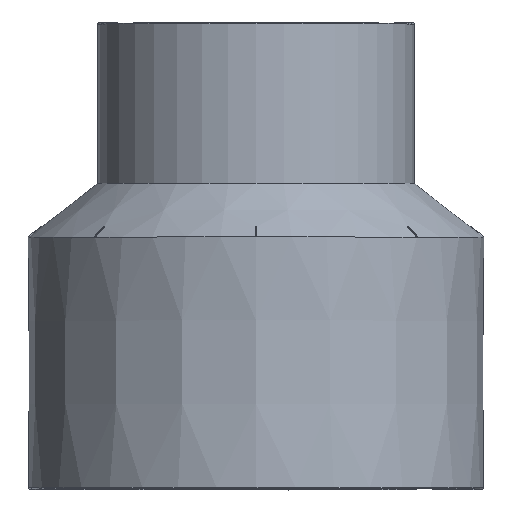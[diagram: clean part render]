
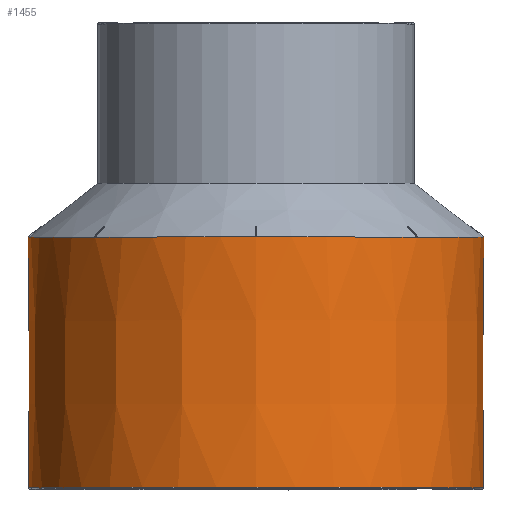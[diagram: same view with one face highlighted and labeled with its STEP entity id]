
A CAD part, top view. The second image highlights one B-rep face of the part: STEP entity #1455.
In plain terms, the highlighted conical face has half-angle 0.042 degrees and reference radius 62.5 mm.
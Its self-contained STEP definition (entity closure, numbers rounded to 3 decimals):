
#1433=CONICAL_SURFACE('',#23474,62.5,0.042);
#1455=ADVANCED_FACE('',(#6429,#6430),#1433,.T.);
#6202=CIRCLE('',#23379,62.55);
#6203=CIRCLE('',#23380,62.55);
#6204=CIRCLE('',#23381,62.55);
#6205=CIRCLE('',#23382,62.55);
#6206=CIRCLE('',#23383,62.55);
#6207=CIRCLE('',#23384,62.55);
#6208=CIRCLE('',#23385,62.55);
#6209=CIRCLE('',#23386,62.55);
#6280=CIRCLE('',#23470,62.5);
#6281=CIRCLE('',#23471,62.55);
#6282=CIRCLE('',#23472,62.55);
#6283=CIRCLE('',#23473,62.55);
#6429=FACE_BOUND('',#6522,.T.);
#6430=FACE_BOUND('',#6523,.T.);
#6522=EDGE_LOOP('',(#8873));
#6523=EDGE_LOOP('',(#8874,#8875,#8876,#8877,#8878,#8879,#8880,#8881,#8882,
#8883,#8884,#8885,#8886,#8887,#8888,#8889,#8890,#8891,#8892,#8893));
#8873=ORIENTED_EDGE('',*,*,#18512,.T.);
#8874=ORIENTED_EDGE('',*,*,#18131,.T.);
#8875=ORIENTED_EDGE('',*,*,#18513,.T.);
#8876=ORIENTED_EDGE('',*,*,#18187,.T.);
#8877=ORIENTED_EDGE('',*,*,#18514,.T.);
#8878=ORIENTED_EDGE('',*,*,#18515,.T.);
#8879=ORIENTED_EDGE('',*,*,#18516,.T.);
#8880=ORIENTED_EDGE('',*,*,#18179,.T.);
#8881=ORIENTED_EDGE('',*,*,#18517,.T.);
#8882=ORIENTED_EDGE('',*,*,#18171,.T.);
#8883=ORIENTED_EDGE('',*,*,#18518,.T.);
#8884=ORIENTED_EDGE('',*,*,#18163,.T.);
#8885=ORIENTED_EDGE('',*,*,#18519,.T.);
#8886=ORIENTED_EDGE('',*,*,#18155,.T.);
#8887=ORIENTED_EDGE('',*,*,#18520,.T.);
#8888=ORIENTED_EDGE('',*,*,#18521,.T.);
#8889=ORIENTED_EDGE('',*,*,#18522,.T.);
#8890=ORIENTED_EDGE('',*,*,#18147,.T.);
#8891=ORIENTED_EDGE('',*,*,#18523,.T.);
#8892=ORIENTED_EDGE('',*,*,#18139,.T.);
#8893=ORIENTED_EDGE('',*,*,#18524,.T.);
#15734=VERTEX_POINT('',#33200);
#15735=VERTEX_POINT('',#33202);
#15742=VERTEX_POINT('',#33285);
#15743=VERTEX_POINT('',#33287);
#15750=VERTEX_POINT('',#33370);
#15751=VERTEX_POINT('',#33372);
#15758=VERTEX_POINT('',#33455);
#15759=VERTEX_POINT('',#33457);
#15766=VERTEX_POINT('',#33540);
#15767=VERTEX_POINT('',#33542);
#15774=VERTEX_POINT('',#33625);
#15775=VERTEX_POINT('',#33627);
#15782=VERTEX_POINT('',#33710);
#15783=VERTEX_POINT('',#33712);
#15790=VERTEX_POINT('',#33795);
#15791=VERTEX_POINT('',#33797);
#16087=VERTEX_POINT('',#35458);
#16088=VERTEX_POINT('',#35464);
#16089=VERTEX_POINT('',#35469);
#16090=VERTEX_POINT('',#35487);
#16091=VERTEX_POINT('',#35492);
#18131=EDGE_CURVE('',#15735,#15734,#6202,.T.);
#18139=EDGE_CURVE('',#15743,#15742,#6203,.T.);
#18147=EDGE_CURVE('',#15751,#15750,#6204,.T.);
#18155=EDGE_CURVE('',#15759,#15758,#6205,.T.);
#18163=EDGE_CURVE('',#15767,#15766,#6206,.T.);
#18171=EDGE_CURVE('',#15775,#15774,#6207,.T.);
#18179=EDGE_CURVE('',#15783,#15782,#6208,.T.);
#18187=EDGE_CURVE('',#15791,#15790,#6209,.T.);
#18512=EDGE_CURVE('',#16087,#16087,#6280,.T.);
#18513=EDGE_CURVE('',#15734,#15791,#21987,.T.);
#18514=EDGE_CURVE('',#15790,#16088,#6281,.T.);
#18515=EDGE_CURVE('',#16088,#16089,#21988,.T.);
#18516=EDGE_CURVE('',#16089,#15783,#21989,.T.);
#18517=EDGE_CURVE('',#15782,#15775,#21990,.T.);
#18518=EDGE_CURVE('',#15774,#15767,#21991,.T.);
#18519=EDGE_CURVE('',#15766,#15759,#21992,.T.);
#18520=EDGE_CURVE('',#15758,#16090,#6282,.T.);
#18521=EDGE_CURVE('',#16090,#16091,#21993,.T.);
#18522=EDGE_CURVE('',#16091,#15751,#21994,.T.);
#18523=EDGE_CURVE('',#15750,#15743,#21995,.T.);
#18524=EDGE_CURVE('',#15742,#15735,#6283,.T.);
#21987=B_SPLINE_CURVE_WITH_KNOTS('',3,(#35459,#35460,#35461,#35462),
 .UNSPECIFIED.,.F.,.F.,(4,4),(0.,1.),.UNSPECIFIED.);
#21988=B_SPLINE_CURVE_WITH_KNOTS('',3,(#35465,#35466,#35467,#35468),
 .UNSPECIFIED.,.F.,.F.,(4,4),(0.,1.),.UNSPECIFIED.);
#21989=B_SPLINE_CURVE_WITH_KNOTS('',3,(#35470,#35471,#35472,#35473),
 .UNSPECIFIED.,.F.,.F.,(4,4),(0.,1.),.UNSPECIFIED.);
#21990=B_SPLINE_CURVE_WITH_KNOTS('',3,(#35474,#35475,#35476,#35477),
 .UNSPECIFIED.,.F.,.F.,(4,4),(0.,1.),.UNSPECIFIED.);
#21991=B_SPLINE_CURVE_WITH_KNOTS('',3,(#35478,#35479,#35480,#35481),
 .UNSPECIFIED.,.F.,.F.,(4,4),(0.,1.),.UNSPECIFIED.);
#21992=B_SPLINE_CURVE_WITH_KNOTS('',3,(#35482,#35483,#35484,#35485),
 .UNSPECIFIED.,.F.,.F.,(4,4),(0.,1.),.UNSPECIFIED.);
#21993=B_SPLINE_CURVE_WITH_KNOTS('',3,(#35488,#35489,#35490,#35491),
 .UNSPECIFIED.,.F.,.F.,(4,4),(0.,1.),.UNSPECIFIED.);
#21994=B_SPLINE_CURVE_WITH_KNOTS('',3,(#35493,#35494,#35495,#35496),
 .UNSPECIFIED.,.F.,.F.,(4,4),(0.,1.),.UNSPECIFIED.);
#21995=B_SPLINE_CURVE_WITH_KNOTS('',3,(#35497,#35498,#35499,#35500),
 .UNSPECIFIED.,.F.,.F.,(4,4),(0.,1.),.UNSPECIFIED.);
#23379=AXIS2_PLACEMENT_3D('',#33201,#24910,#24911);
#23380=AXIS2_PLACEMENT_3D('',#33286,#24912,#24913);
#23381=AXIS2_PLACEMENT_3D('',#33371,#24914,#24915);
#23382=AXIS2_PLACEMENT_3D('',#33456,#24916,#24917);
#23383=AXIS2_PLACEMENT_3D('',#33541,#24918,#24919);
#23384=AXIS2_PLACEMENT_3D('',#33626,#24920,#24921);
#23385=AXIS2_PLACEMENT_3D('',#33711,#24922,#24923);
#23386=AXIS2_PLACEMENT_3D('',#33796,#24924,#24925);
#23470=AXIS2_PLACEMENT_3D('',#35457,#25115,#25116);
#23471=AXIS2_PLACEMENT_3D('',#35463,#25117,#25118);
#23472=AXIS2_PLACEMENT_3D('',#35486,#25119,#25120);
#23473=AXIS2_PLACEMENT_3D('',#35501,#25121,#25122);
#23474=AXIS2_PLACEMENT_3D('',#35502,#25123,#25124);
#24910=DIRECTION('',(0.,-1.,0.));
#24911=DIRECTION('',(0.,0.,-1.));
#24912=DIRECTION('',(0.,-1.,0.));
#24913=DIRECTION('',(0.,0.,-1.));
#24914=DIRECTION('',(0.,-1.,0.));
#24915=DIRECTION('',(0.,0.,-1.));
#24916=DIRECTION('',(0.,-1.,0.));
#24917=DIRECTION('',(0.,0.,-1.));
#24918=DIRECTION('',(0.,-1.,0.));
#24919=DIRECTION('',(0.,0.,-1.));
#24920=DIRECTION('',(0.,-1.,0.));
#24921=DIRECTION('',(0.,0.,-1.));
#24922=DIRECTION('',(0.,-1.,0.));
#24923=DIRECTION('',(0.,0.,-1.));
#24924=DIRECTION('',(0.,-1.,0.));
#24925=DIRECTION('',(0.,0.,-1.));
#25115=DIRECTION('',(0.,1.,0.));
#25116=DIRECTION('',(0.,0.,-1.));
#25117=DIRECTION('',(0.,-1.,0.));
#25118=DIRECTION('',(0.,0.,-1.));
#25119=DIRECTION('',(0.,-1.,0.));
#25120=DIRECTION('',(0.,0.,-1.));
#25121=DIRECTION('',(0.,-1.,0.));
#25122=DIRECTION('',(0.,0.,-1.));
#25123=DIRECTION('',(0.,1.,0.));
#25124=DIRECTION('',(0.,0.,1.));
#33200=CARTESIAN_POINT('',(9061.576,-731.098,-190.226));
#33201=CARTESIAN_POINT('',(9105.809,-731.098,-146.));
#33202=CARTESIAN_POINT('',(9043.259,-731.098,-146.006));
#33285=CARTESIAN_POINT('',(9043.259,-731.098,-145.994));
#33286=CARTESIAN_POINT('',(9105.809,-731.098,-146.));
#33287=CARTESIAN_POINT('',(9061.576,-731.098,-101.774));
#33370=CARTESIAN_POINT('',(9061.584,-731.098,-101.767));
#33371=CARTESIAN_POINT('',(9105.809,-731.098,-146.));
#33372=CARTESIAN_POINT('',(9105.804,-731.098,-83.45));
#33455=CARTESIAN_POINT('',(9105.815,-731.098,-83.45));
#33456=CARTESIAN_POINT('',(9105.809,-731.098,-146.));
#33457=CARTESIAN_POINT('',(9150.035,-731.098,-101.767));
#33540=CARTESIAN_POINT('',(9150.043,-731.098,-101.774));
#33541=CARTESIAN_POINT('',(9105.809,-731.098,-146.));
#33542=CARTESIAN_POINT('',(9168.359,-731.098,-145.994));
#33625=CARTESIAN_POINT('',(9168.359,-731.098,-146.006));
#33626=CARTESIAN_POINT('',(9105.809,-731.098,-146.));
#33627=CARTESIAN_POINT('',(9150.043,-731.098,-190.226));
#33710=CARTESIAN_POINT('',(9150.035,-731.098,-190.233));
#33711=CARTESIAN_POINT('',(9105.809,-731.098,-146.));
#33712=CARTESIAN_POINT('',(9105.815,-731.098,-208.55));
#33795=CARTESIAN_POINT('',(9105.804,-731.098,-208.55));
#33796=CARTESIAN_POINT('',(9105.809,-731.098,-146.));
#33797=CARTESIAN_POINT('',(9061.584,-731.098,-190.233));
#35457=CARTESIAN_POINT('',(9105.809,-799.849,-146.));
#35458=CARTESIAN_POINT('',(9105.809,-799.849,-208.5));
#35459=CARTESIAN_POINT('',(9061.576,-731.098,-190.226));
#35460=CARTESIAN_POINT('',(9061.579,-731.098,-190.228));
#35461=CARTESIAN_POINT('',(9061.581,-731.098,-190.231));
#35462=CARTESIAN_POINT('',(9061.584,-731.098,-190.233));
#35463=CARTESIAN_POINT('',(9105.809,-731.098,-146.));
#35464=CARTESIAN_POINT('',(9105.804,-731.098,-208.55));
#35465=CARTESIAN_POINT('',(9105.804,-731.098,-208.55));
#35466=CARTESIAN_POINT('',(9105.808,-731.098,-208.55));
#35467=CARTESIAN_POINT('',(9105.811,-731.098,-208.55));
#35468=CARTESIAN_POINT('',(9105.815,-731.098,-208.55));
#35469=CARTESIAN_POINT('',(9105.815,-731.098,-208.55));
#35470=CARTESIAN_POINT('',(9105.815,-731.098,-208.55));
#35471=CARTESIAN_POINT('',(9105.815,-731.098,-208.55));
#35472=CARTESIAN_POINT('',(9105.815,-731.098,-208.55));
#35473=CARTESIAN_POINT('',(9105.815,-731.098,-208.55));
#35474=CARTESIAN_POINT('',(9150.035,-731.098,-190.233));
#35475=CARTESIAN_POINT('',(9150.038,-731.098,-190.231));
#35476=CARTESIAN_POINT('',(9150.04,-731.098,-190.228));
#35477=CARTESIAN_POINT('',(9150.043,-731.098,-190.226));
#35478=CARTESIAN_POINT('',(9168.359,-731.098,-146.006));
#35479=CARTESIAN_POINT('',(9168.359,-731.098,-146.002));
#35480=CARTESIAN_POINT('',(9168.359,-731.098,-145.998));
#35481=CARTESIAN_POINT('',(9168.359,-731.098,-145.994));
#35482=CARTESIAN_POINT('',(9150.043,-731.098,-101.774));
#35483=CARTESIAN_POINT('',(9150.04,-731.098,-101.772));
#35484=CARTESIAN_POINT('',(9150.038,-731.098,-101.769));
#35485=CARTESIAN_POINT('',(9150.035,-731.098,-101.767));
#35486=CARTESIAN_POINT('',(9105.809,-731.098,-146.));
#35487=CARTESIAN_POINT('',(9105.815,-731.098,-83.45));
#35488=CARTESIAN_POINT('',(9105.815,-731.098,-83.45));
#35489=CARTESIAN_POINT('',(9105.811,-731.098,-83.45));
#35490=CARTESIAN_POINT('',(9105.808,-731.098,-83.45));
#35491=CARTESIAN_POINT('',(9105.804,-731.098,-83.45));
#35492=CARTESIAN_POINT('',(9105.804,-731.098,-83.45));
#35493=CARTESIAN_POINT('',(9105.804,-731.098,-83.45));
#35494=CARTESIAN_POINT('',(9105.804,-731.098,-83.45));
#35495=CARTESIAN_POINT('',(9105.804,-731.098,-83.45));
#35496=CARTESIAN_POINT('',(9105.804,-731.098,-83.45));
#35497=CARTESIAN_POINT('',(9061.584,-731.098,-101.767));
#35498=CARTESIAN_POINT('',(9061.581,-731.098,-101.769));
#35499=CARTESIAN_POINT('',(9061.579,-731.098,-101.772));
#35500=CARTESIAN_POINT('',(9061.576,-731.098,-101.774));
#35501=CARTESIAN_POINT('',(9105.809,-731.098,-146.));
#35502=CARTESIAN_POINT('',(9105.809,-800.098,-146.));
